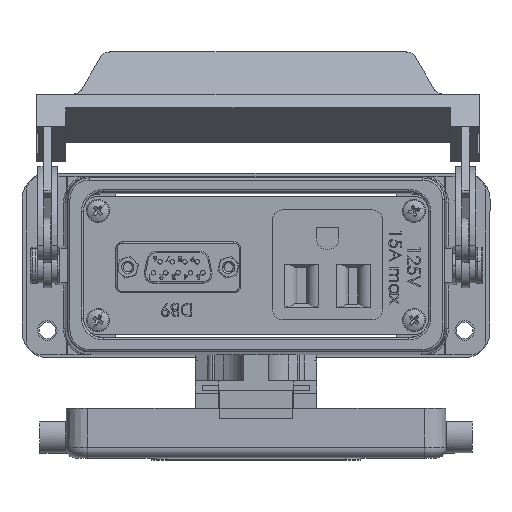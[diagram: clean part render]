
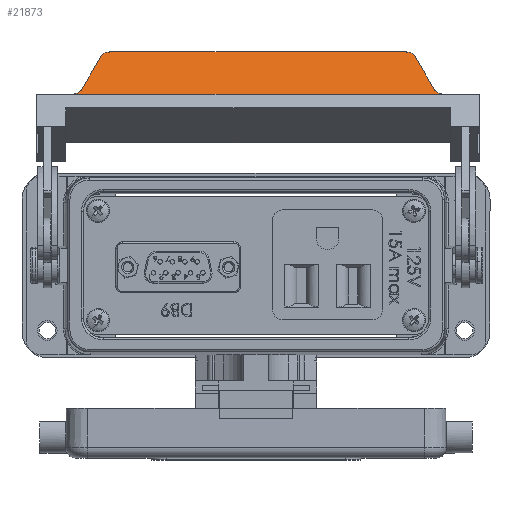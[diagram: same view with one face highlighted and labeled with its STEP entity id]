
A CAD part, top view. The second image highlights one B-rep face of the part: STEP entity #21873.
In plain terms, the highlighted planar face has unit normal (0, 0.372, 0.928).
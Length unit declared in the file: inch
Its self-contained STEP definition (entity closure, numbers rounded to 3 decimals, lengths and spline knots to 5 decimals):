
#493 = VERTEX_POINT ( 'NONE', #69581 ) ;
#1216 = VERTEX_POINT ( 'NONE', #71286 ) ;
#4328 = VECTOR ( 'NONE', #70124, 39.37008 ) ;
#4864 = CARTESIAN_POINT ( 'NONE',  ( -1.27119, 2.41219, 0.26969 ) ) ;
#7141 = ORIENTED_EDGE ( 'NONE', *, *, #39774, .F. ) ;
#10668 = VECTOR ( 'NONE', #69690, 39.37008 ) ;
#11295 = CARTESIAN_POINT ( 'NONE',  ( 1.73219, 2.46058, 0.25031 ) ) ;
#11635 = CARTESIAN_POINT ( 'NONE',  ( -1.45779, 2.09901, 0.3951 ) ) ;
#13023 = FACE_OUTER_BOUND ( 'NONE', #58072, .T. ) ;
#14848 = CARTESIAN_POINT ( 'NONE',  ( -1.47606, 2.06834, 0.40739 ) ) ;
#15778 = LINE ( 'NONE', #82303, #75413 ) ;
#16617 = AXIS2_PLACEMENT_3D ( 'NONE', #42063, #42337, #28674 ) ;
#19130 = CARTESIAN_POINT ( 'NONE',  ( -1.27119, 2.41219, 0.26969 ) ) ;
#19583 = CARTESIAN_POINT ( 'NONE',  ( -1.18449, 2.46058, 0.25031 ) ) ;
#20582 = VERTEX_POINT ( 'NONE', #39938 ) ;
#21873 = ADVANCED_FACE ( 'NONE', ( #13023 ), #48336, .F. ) ;
#22405 =( BOUNDED_CURVE ( )  B_SPLINE_CURVE ( 3, ( #28413, #83516, #49542, #35256 ),
 .UNSPECIFIED., .F., .F. ) 
 B_SPLINE_CURVE_WITH_KNOTS ( ( 4, 4 ),
 ( 5.23404, 6.28319 ),
 .UNSPECIFIED. ) 
 CURVE ( )  GEOMETRIC_REPRESENTATION_ITEM ( )  RATIONAL_B_SPLINE_CURVE ( ( 1., 0.91, 0.91, 1. ) ) 
 REPRESENTATION_ITEM ( '' )  );
#24733 = CARTESIAN_POINT ( 'NONE',  ( 1.78221, 2.41219, 0.26969 ) ) ;
#25144 = CARTESIAN_POINT ( 'NONE',  ( -1.25291, 2.44286, 0.25741 ) ) ;
#28413 = CARTESIAN_POINT ( 'NONE',  ( 1.96881, 2.09901, 0.3951 ) ) ;
#28674 = DIRECTION ( 'NONE',  ( 0., 0.928, -0.372 ) ) ;
#28811 = LINE ( 'NONE', #64019, #10668 ) ;
#29126 = EDGE_CURVE ( 'NONE', #44003, #59052, #53911, .T. ) ;
#29173 = VERTEX_POINT ( 'NONE', #74847 ) ;
#30791 = ORIENTED_EDGE ( 'NONE', *, *, #50843, .T. ) ;
#30876 = EDGE_CURVE ( 'NONE', #86413, #29173, #33084, .T. ) ;
#33084 =( BOUNDED_CURVE ( )  B_SPLINE_CURVE ( 3, ( #41635, #14848, #61598, #55361 ),
 .UNSPECIFIED., .F., .F. ) 
 B_SPLINE_CURVE_WITH_KNOTS ( ( 4, 4 ),
 ( 5.23404, 6.28319 ),
 .UNSPECIFIED. ) 
 CURVE ( )  GEOMETRIC_REPRESENTATION_ITEM ( )  RATIONAL_B_SPLINE_CURVE ( ( 1., 0.91, 0.91, 1. ) ) 
 REPRESENTATION_ITEM ( '' )  );
#33215 = LINE ( 'NONE', #35560, #85481 ) ;
#35256 = CARTESIAN_POINT ( 'NONE',  ( 2.05551, 2.05062, 0.41448 ) ) ;
#35560 = CARTESIAN_POINT ( 'NONE',  ( -1.58217, 1.89025, 0.4787 ) ) ;
#36713 = CARTESIAN_POINT ( 'NONE',  ( -1.89449, 2.05062, 0.41448 ) ) ;
#38813 = CARTESIAN_POINT ( 'NONE',  ( -1.18449, 2.46058, 0.25031 ) ) ;
#39774 = EDGE_CURVE ( 'NONE', #20582, #493, #40249, .T. ) ;
#39938 = CARTESIAN_POINT ( 'NONE',  ( 1.69551, 2.46058, 0.25031 ) ) ;
#40249 =( BOUNDED_CURVE ( )  B_SPLINE_CURVE ( 3, ( #45835, #11295, #59831, #24733 ),
 .UNSPECIFIED., .F., .F. ) 
 B_SPLINE_CURVE_WITH_KNOTS ( ( 4, 4 ),
 ( 3.14159, 4.19074 ),
 .UNSPECIFIED. ) 
 CURVE ( )  GEOMETRIC_REPRESENTATION_ITEM ( )  RATIONAL_B_SPLINE_CURVE ( ( 1., 0.91, 0.91, 1. ) ) 
 REPRESENTATION_ITEM ( '' )  );
#41635 = CARTESIAN_POINT ( 'NONE',  ( -1.45779, 2.09901, 0.3951 ) ) ;
#42063 = CARTESIAN_POINT ( 'NONE',  ( -1.89449, 2.05062, 0.41448 ) ) ;
#42337 = DIRECTION ( 'NONE',  ( 0., -0.372, -0.928 ) ) ;
#44003 = VERTEX_POINT ( 'NONE', #19583 ) ;
#45835 = CARTESIAN_POINT ( 'NONE',  ( 1.69551, 2.46058, 0.25031 ) ) ;
#48015 = LINE ( 'NONE', #36713, #4328 ) ;
#48336 = PLANE ( 'NONE',  #16617 ) ;
#49542 = CARTESIAN_POINT ( 'NONE',  ( 2.01884, 2.05062, 0.41448 ) ) ;
#50314 = EDGE_CURVE ( 'NONE', #59052, #86413, #33215, .T. ) ;
#50843 = EDGE_CURVE ( 'NONE', #20582, #44003, #28811, .T. ) ;
#53911 =( BOUNDED_CURVE ( )  B_SPLINE_CURVE ( 3, ( #38813, #65950, #25144, #4864 ),
 .UNSPECIFIED., .F., .F. ) 
 B_SPLINE_CURVE_WITH_KNOTS ( ( 4, 4 ),
 ( 3.14159, 4.19074 ),
 .UNSPECIFIED. ) 
 CURVE ( )  GEOMETRIC_REPRESENTATION_ITEM ( )  RATIONAL_B_SPLINE_CURVE ( ( 1., 0.91, 0.91, 1. ) ) 
 REPRESENTATION_ITEM ( '' )  );
#55361 = CARTESIAN_POINT ( 'NONE',  ( -1.54449, 2.05062, 0.41448 ) ) ;
#56324 = ORIENTED_EDGE ( 'NONE', *, *, #69385, .F. ) ;
#58072 = EDGE_LOOP ( 'NONE', ( #7141, #30791, #85373, #85227, #83079, #84919, #56324, #73633 ) ) ;
#59052 = VERTEX_POINT ( 'NONE', #19130 ) ;
#59831 = CARTESIAN_POINT ( 'NONE',  ( 1.76394, 2.44286, 0.25741 ) ) ;
#61598 = CARTESIAN_POINT ( 'NONE',  ( -1.50781, 2.05062, 0.41448 ) ) ;
#64019 = CARTESIAN_POINT ( 'NONE',  ( -1.89449, 2.46058, 0.25031 ) ) ;
#64947 = CARTESIAN_POINT ( 'NONE',  ( 1.96881, 2.09901, 0.3951 ) ) ;
#65950 = CARTESIAN_POINT ( 'NONE',  ( -1.22116, 2.46058, 0.25031 ) ) ;
#69385 = EDGE_CURVE ( 'NONE', #84671, #1216, #22405, .T. ) ;
#69581 = CARTESIAN_POINT ( 'NONE',  ( 1.78221, 2.41219, 0.26969 ) ) ;
#69690 = DIRECTION ( 'NONE',  ( -1., 0., 0. ) ) ;
#69759 = DIRECTION ( 'NONE',  ( 0.484, -0.812, 0.325 ) ) ;
#70124 = DIRECTION ( 'NONE',  ( 1., 0., 0. ) ) ;
#71286 = CARTESIAN_POINT ( 'NONE',  ( 2.05551, 2.05062, 0.41448 ) ) ;
#73633 = ORIENTED_EDGE ( 'NONE', *, *, #73997, .F. ) ;
#73997 = EDGE_CURVE ( 'NONE', #493, #84671, #15778, .T. ) ;
#74847 = CARTESIAN_POINT ( 'NONE',  ( -1.54449, 2.05062, 0.41448 ) ) ;
#75413 = VECTOR ( 'NONE', #69759, 39.37008 ) ;
#82303 = CARTESIAN_POINT ( 'NONE',  ( 1.08582, 3.58096, -0.19834 ) ) ;
#83079 = ORIENTED_EDGE ( 'NONE', *, *, #30876, .T. ) ;
#83516 = CARTESIAN_POINT ( 'NONE',  ( 1.98709, 2.06834, 0.40739 ) ) ;
#83792 = DIRECTION ( 'NONE',  ( -0.484, -0.812, 0.325 ) ) ;
#84671 = VERTEX_POINT ( 'NONE', #64947 ) ;
#84919 = ORIENTED_EDGE ( 'NONE', *, *, #87838, .T. ) ;
#85227 = ORIENTED_EDGE ( 'NONE', *, *, #50314, .T. ) ;
#85373 = ORIENTED_EDGE ( 'NONE', *, *, #29126, .T. ) ;
#85481 = VECTOR ( 'NONE', #83792, 39.37008 ) ;
#86413 = VERTEX_POINT ( 'NONE', #11635 ) ;
#87838 = EDGE_CURVE ( 'NONE', #29173, #1216, #48015, .T. ) ;
